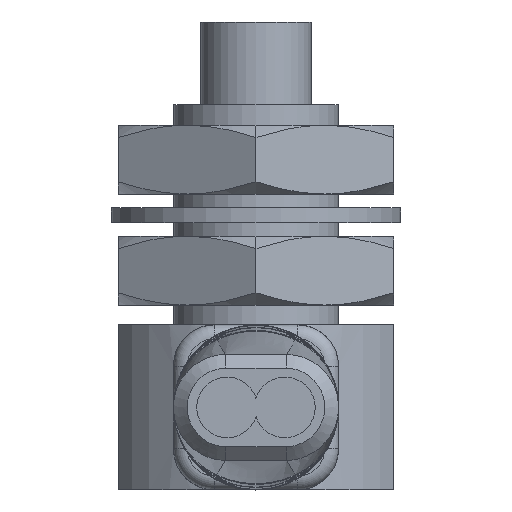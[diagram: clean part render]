
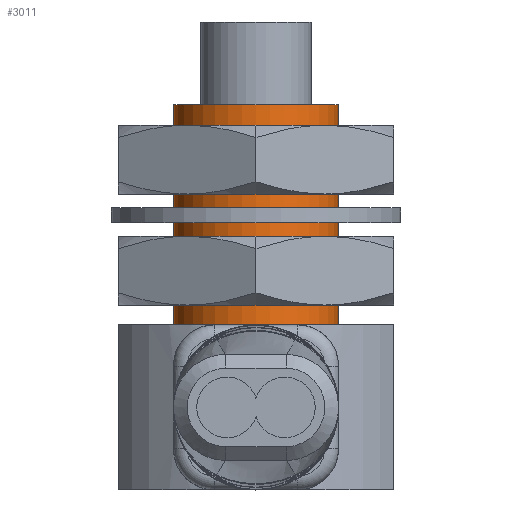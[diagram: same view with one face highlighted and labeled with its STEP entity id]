
A CAD part, front view. The second image highlights one B-rep face of the part: STEP entity #3011.
In plain terms, the highlighted cylindrical face has radius 3 mm (diameter 6 mm), a partial arc.
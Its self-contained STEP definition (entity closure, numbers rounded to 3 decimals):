
#71=CARTESIAN_POINT('',(0.,0.,-3.));
#72=DIRECTION('',(0.,0.,-1.));
#73=DIRECTION('',(1.,0.,0.));
#74=AXIS2_PLACEMENT_3D('',#71,#72,#73);
#91=DIRECTION('',(0.,0.,1.));
#92=VECTOR('',#91,8.);
#93=CARTESIAN_POINT('',(3.,0.,-11.));
#94=LINE('',#93,#92);
#95=DIRECTION('',(0.,0.,-1.));
#96=VECTOR('',#95,8.);
#97=CARTESIAN_POINT('',(-3.,0.,-3.));
#98=LINE('',#97,#96);
#131=CARTESIAN_POINT('',(0.,0.,-11.));
#132=DIRECTION('',(0.,0.,-1.));
#133=DIRECTION('',(1.,0.,0.));
#134=AXIS2_PLACEMENT_3D('',#131,#132,#133);
#2578=CARTESIAN_POINT('',(-3.,0.,-3.));
#2579=CARTESIAN_POINT('',(3.,0.,-3.));
#2580=VERTEX_POINT('',#2578);
#2581=VERTEX_POINT('',#2579);
#2582=CARTESIAN_POINT('',(-3.,0.,-11.));
#2583=VERTEX_POINT('',#2582);
#2584=CARTESIAN_POINT('',(3.,0.,-11.));
#2585=VERTEX_POINT('',#2584);
#2997=CARTESIAN_POINT('',(0.,0.,-3.));
#2998=DIRECTION('',(0.,0.,-1.));
#2999=DIRECTION('',(-1.,0.,0.));
#3000=AXIS2_PLACEMENT_3D('',#2997,#2998,#2999);
#3001=CYLINDRICAL_SURFACE('',#3000,3.);
#3003=ORIENTED_EDGE('',*,*,#3002,.T.);
#3004=ORIENTED_EDGE('',*,*,#2986,.T.);
#3006=ORIENTED_EDGE('',*,*,#3005,.T.);
#3008=ORIENTED_EDGE('',*,*,#3007,.F.);
#3009=EDGE_LOOP('',(#3003,#3004,#3006,#3008));
#3010=FACE_OUTER_BOUND('',#3009,.F.);
#3011=ADVANCED_FACE('',(#3010),#3001,.F.);
#75=CIRCLE('',#74,3.);
#135=CIRCLE('',#134,3.);
#2986=EDGE_CURVE('',#2581,#2580,#75,.T.);
#3002=EDGE_CURVE('',#2585,#2581,#94,.T.);
#3005=EDGE_CURVE('',#2580,#2583,#98,.T.);
#3007=EDGE_CURVE('',#2585,#2583,#135,.T.);
